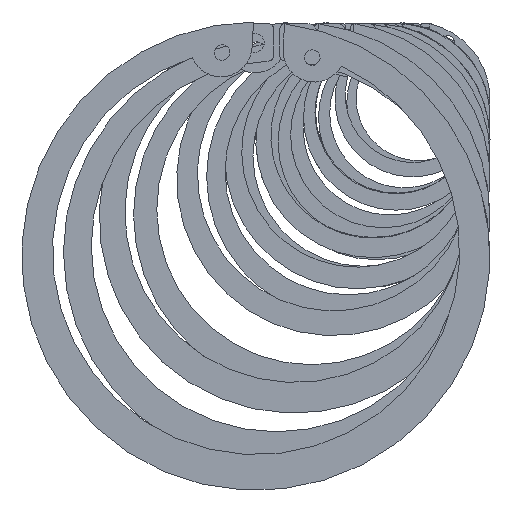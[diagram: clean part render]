
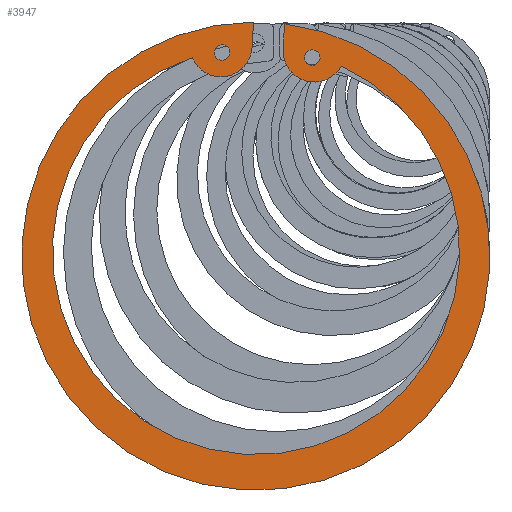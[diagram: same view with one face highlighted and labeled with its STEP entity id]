
A CAD part, left-side view. The second image highlights one B-rep face of the part: STEP entity #3947.
In plain terms, the highlighted face is planar.
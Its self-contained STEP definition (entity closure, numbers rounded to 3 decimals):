
#5 = CIRCLE ( 'NONE', #1176, 0.6 ) ;
#21 = CARTESIAN_POINT ( 'NONE',  ( 0., 0., 0. ) ) ;
#83 = EDGE_CURVE ( 'NONE', #6893, #6452, #2968, .T. ) ;
#87 = DIRECTION ( 'NONE',  ( 1., 0., 0. ) ) ;
#449 = CARTESIAN_POINT ( 'NONE',  ( 5.759, -15.006, 0. ) ) ;
#495 = CARTESIAN_POINT ( 'NONE',  ( 1.2, -16.054, 0. ) ) ;
#499 = EDGE_CURVE ( 'NONE', #4012, #7132, #4941, .T. ) ;
#570 = EDGE_LOOP ( 'NONE', ( #7038, #2189 ) ) ;
#662 = FACE_BOUND ( 'NONE', #570, .T. ) ;
#777 = DIRECTION ( 'NONE',  ( 1., 0., 0. ) ) ;
#845 = CARTESIAN_POINT ( 'NONE',  ( 0., -0.4, 0. ) ) ;
#924 = ORIENTED_EDGE ( 'NONE', *, *, #11624, .F. ) ;
#1176 = AXIS2_PLACEMENT_3D ( 'NONE', #10822, #1782, #2966 ) ;
#1330 = AXIS2_PLACEMENT_3D ( 'NONE', #12245, #11464, #6955 ) ;
#1363 = EDGE_LOOP ( 'NONE', ( #11834, #1588 ) ) ;
#1400 = CARTESIAN_POINT ( 'NONE',  ( -3.6, -16.054, 0. ) ) ;
#1564 = AXIS2_PLACEMENT_3D ( 'NONE', #5637, #12806, #3711 ) ;
#1588 = ORIENTED_EDGE ( 'NONE', *, *, #2564, .T. ) ;
#1593 = PLANE ( 'NONE',  #1564 ) ;
#1712 = CIRCLE ( 'NONE', #1330, 15.7 ) ;
#1782 = DIRECTION ( 'NONE',  ( 0., 0., 1. ) ) ;
#1851 = EDGE_CURVE ( 'NONE', #10255, #9318, #7337, .T. ) ;
#1873 = DIRECTION ( 'NONE',  ( 0., 0., 1. ) ) ;
#1948 = CIRCLE ( 'NONE', #4029, 18.055 ) ;
#2189 = ORIENTED_EDGE ( 'NONE', *, *, #5422, .F. ) ;
#2492 = EDGE_CURVE ( 'NONE', #12923, #10255, #1948, .T. ) ;
#2528 = CIRCLE ( 'NONE', #11224, 0.6 ) ;
#2564 = EDGE_CURVE ( 'NONE', #11200, #5123, #5, .T. ) ;
#2620 = ORIENTED_EDGE ( 'NONE', *, *, #5783, .F. ) ;
#2701 = DIRECTION ( 'NONE',  ( 0., 0., 1. ) ) ;
#2771 = DIRECTION ( 'NONE',  ( 0., 0., -1. ) ) ;
#2901 = ORIENTED_EDGE ( 'NONE', *, *, #2492, .F. ) ;
#2966 = DIRECTION ( 'NONE',  ( 1., 0., 0. ) ) ;
#2968 = CIRCLE ( 'NONE', #12106, 2.4 ) ;
#3114 = CARTESIAN_POINT ( 'NONE',  ( -1.2, -16.054, 0. ) ) ;
#3254 = CIRCLE ( 'NONE', #6911, 15.7 ) ;
#3321 = VECTOR ( 'NONE', #12507, 1000. ) ;
#3519 = CARTESIAN_POINT ( 'NONE',  ( -4.079, -15.53, 0. ) ) ;
#3711 = DIRECTION ( 'NONE',  ( 1., 0., 0. ) ) ;
#3712 = ORIENTED_EDGE ( 'NONE', *, *, #7111, .F. ) ;
#3940 = DIRECTION ( 'NONE',  ( 0., 0., -1. ) ) ;
#3947 = ADVANCED_FACE ( 'NONE', ( #662, #5464, #10525 ), #1593, .F. ) ;
#4012 = VERTEX_POINT ( 'NONE', #11014 ) ;
#4029 = AXIS2_PLACEMENT_3D ( 'NONE', #10843, #1873, #13221 ) ;
#4107 = DIRECTION ( 'NONE',  ( 1., 0., 0. ) ) ;
#4635 = AXIS2_PLACEMENT_3D ( 'NONE', #6385, #6469, #10807 ) ;
#4637 = EDGE_CURVE ( 'NONE', #5411, #10275, #2528, .T. ) ;
#4941 = CIRCLE ( 'NONE', #8423, 15.7 ) ;
#5106 = ORIENTED_EDGE ( 'NONE', *, *, #1851, .F. ) ;
#5123 = VERTEX_POINT ( 'NONE', #9977 ) ;
#5143 = DIRECTION ( 'NONE',  ( 0., 0., -1. ) ) ;
#5145 = DIRECTION ( 'NONE',  ( 0., 0., 1. ) ) ;
#5411 = VERTEX_POINT ( 'NONE', #11519 ) ;
#5422 = EDGE_CURVE ( 'NONE', #10275, #5411, #7468, .T. ) ;
#5464 = FACE_BOUND ( 'NONE', #1363, .T. ) ;
#5533 = ORIENTED_EDGE ( 'NONE', *, *, #83, .T. ) ;
#5637 = CARTESIAN_POINT ( 'NONE',  ( 0., 0., 0. ) ) ;
#5688 = CARTESIAN_POINT ( 'NONE',  ( 1.2, -16.054, 0. ) ) ;
#5717 = AXIS2_PLACEMENT_3D ( 'NONE', #8166, #5145, #777 ) ;
#5783 = EDGE_CURVE ( 'NONE', #8954, #12858, #6644, .T. ) ;
#6004 = LINE ( 'NONE', #7029, #3321 ) ;
#6385 = CARTESIAN_POINT ( 'NONE',  ( -3.479, -15.53, 0. ) ) ;
#6400 = CARTESIAN_POINT ( 'NONE',  ( 0., 0., 0. ) ) ;
#6452 = VERTEX_POINT ( 'NONE', #3114 ) ;
#6469 = DIRECTION ( 'NONE',  ( 0., 0., 1. ) ) ;
#6572 = DIRECTION ( 'NONE',  ( 0., -1., 0. ) ) ;
#6644 = LINE ( 'NONE', #495, #11767 ) ;
#6690 = DIRECTION ( 'NONE',  ( -1., 0., 0. ) ) ;
#6774 = DIRECTION ( 'NONE',  ( 1., 0., 0. ) ) ;
#6893 = VERTEX_POINT ( 'NONE', #9312 ) ;
#6911 = AXIS2_PLACEMENT_3D ( 'NONE', #10768, #8380, #87 ) ;
#6926 = DIRECTION ( 'NONE',  ( 0., 0., 1. ) ) ;
#6955 = DIRECTION ( 'NONE',  ( 1., 0., 0. ) ) ;
#7029 = CARTESIAN_POINT ( 'NONE',  ( -1.2, -16.054, 0. ) ) ;
#7038 = ORIENTED_EDGE ( 'NONE', *, *, #4637, .F. ) ;
#7111 = EDGE_CURVE ( 'NONE', #12858, #12923, #9036, .T. ) ;
#7132 = VERTEX_POINT ( 'NONE', #10827 ) ;
#7337 = CIRCLE ( 'NONE', #8249, 18.055 ) ;
#7468 = CIRCLE ( 'NONE', #13044, 0.6 ) ;
#7534 = CARTESIAN_POINT ( 'NONE',  ( 3.479, -15.53, 0. ) ) ;
#7837 = DIRECTION ( 'NONE',  ( -1., 0., 0. ) ) ;
#8137 = AXIS2_PLACEMENT_3D ( 'NONE', #6400, #13017, #6774 ) ;
#8166 = CARTESIAN_POINT ( 'NONE',  ( 3.6, -16.054, 0. ) ) ;
#8249 = AXIS2_PLACEMENT_3D ( 'NONE', #21, #2701, #4107 ) ;
#8263 = CARTESIAN_POINT ( 'NONE',  ( 18.055, 0., 0. ) ) ;
#8380 = DIRECTION ( 'NONE',  ( 0., 0., 1. ) ) ;
#8423 = AXIS2_PLACEMENT_3D ( 'NONE', #845, #6926, #11076 ) ;
#8673 = ORIENTED_EDGE ( 'NONE', *, *, #12637, .T. ) ;
#8954 = VERTEX_POINT ( 'NONE', #5688 ) ;
#9012 = CARTESIAN_POINT ( 'NONE',  ( 3.479, -15.53, 0. ) ) ;
#9036 = CIRCLE ( 'NONE', #8137, 18.055 ) ;
#9089 = VERTEX_POINT ( 'NONE', #449 ) ;
#9201 = EDGE_CURVE ( 'NONE', #5123, #11200, #9477, .T. ) ;
#9312 = CARTESIAN_POINT ( 'NONE',  ( -5.759, -15.006, 0. ) ) ;
#9318 = VERTEX_POINT ( 'NONE', #13158 ) ;
#9477 = CIRCLE ( 'NONE', #4635, 0.6 ) ;
#9585 = EDGE_LOOP ( 'NONE', ( #2620, #924, #8673, #12211, #12450, #5533, #12698, #5106, #2901, #3712 ) ) ;
#9719 = DIRECTION ( 'NONE',  ( 1., 0., 0. ) ) ;
#9977 = CARTESIAN_POINT ( 'NONE',  ( -2.879, -15.53, 0. ) ) ;
#10034 = EDGE_CURVE ( 'NONE', #7132, #6893, #3254, .T. ) ;
#10044 = CARTESIAN_POINT ( 'NONE',  ( 1.2, -18.015, 0. ) ) ;
#10255 = VERTEX_POINT ( 'NONE', #13234 ) ;
#10275 = VERTEX_POINT ( 'NONE', #12678 ) ;
#10525 = FACE_OUTER_BOUND ( 'NONE', #9585, .T. ) ;
#10768 = CARTESIAN_POINT ( 'NONE',  ( 0., -0.4, 0. ) ) ;
#10807 = DIRECTION ( 'NONE',  ( 1., 0., 0. ) ) ;
#10822 = CARTESIAN_POINT ( 'NONE',  ( -3.479, -15.53, 0. ) ) ;
#10827 = CARTESIAN_POINT ( 'NONE',  ( -15.7, -0.4, 0. ) ) ;
#10843 = CARTESIAN_POINT ( 'NONE',  ( 0., 0., 0. ) ) ;
#11014 = CARTESIAN_POINT ( 'NONE',  ( 15.7, -0.4, 0. ) ) ;
#11076 = DIRECTION ( 'NONE',  ( 1., 0., 0. ) ) ;
#11200 = VERTEX_POINT ( 'NONE', #3519 ) ;
#11224 = AXIS2_PLACEMENT_3D ( 'NONE', #7534, #3940, #6690 ) ;
#11464 = DIRECTION ( 'NONE',  ( 0., 0., 1. ) ) ;
#11519 = CARTESIAN_POINT ( 'NONE',  ( 4.079, -15.53, 0. ) ) ;
#11624 = EDGE_CURVE ( 'NONE', #9089, #8954, #13259, .T. ) ;
#11767 = VECTOR ( 'NONE', #6572, 1000. ) ;
#11834 = ORIENTED_EDGE ( 'NONE', *, *, #9201, .T. ) ;
#12106 = AXIS2_PLACEMENT_3D ( 'NONE', #1400, #5143, #9719 ) ;
#12211 = ORIENTED_EDGE ( 'NONE', *, *, #499, .T. ) ;
#12245 = CARTESIAN_POINT ( 'NONE',  ( 0., -0.4, 0. ) ) ;
#12450 = ORIENTED_EDGE ( 'NONE', *, *, #10034, .T. ) ;
#12507 = DIRECTION ( 'NONE',  ( 0., -1., 0. ) ) ;
#12523 = EDGE_CURVE ( 'NONE', #6452, #9318, #6004, .T. ) ;
#12637 = EDGE_CURVE ( 'NONE', #9089, #4012, #1712, .T. ) ;
#12678 = CARTESIAN_POINT ( 'NONE',  ( 2.879, -15.53, 0. ) ) ;
#12698 = ORIENTED_EDGE ( 'NONE', *, *, #12523, .T. ) ;
#12806 = DIRECTION ( 'NONE',  ( 0., 0., 1. ) ) ;
#12858 = VERTEX_POINT ( 'NONE', #10044 ) ;
#12923 = VERTEX_POINT ( 'NONE', #8263 ) ;
#13017 = DIRECTION ( 'NONE',  ( 0., 0., 1. ) ) ;
#13044 = AXIS2_PLACEMENT_3D ( 'NONE', #9012, #2771, #7837 ) ;
#13158 = CARTESIAN_POINT ( 'NONE',  ( -1.2, -18.015, 0. ) ) ;
#13221 = DIRECTION ( 'NONE',  ( 1., 0., 0. ) ) ;
#13234 = CARTESIAN_POINT ( 'NONE',  ( -18.055, 0., 0. ) ) ;
#13259 = CIRCLE ( 'NONE', #5717, 2.4 ) ;
